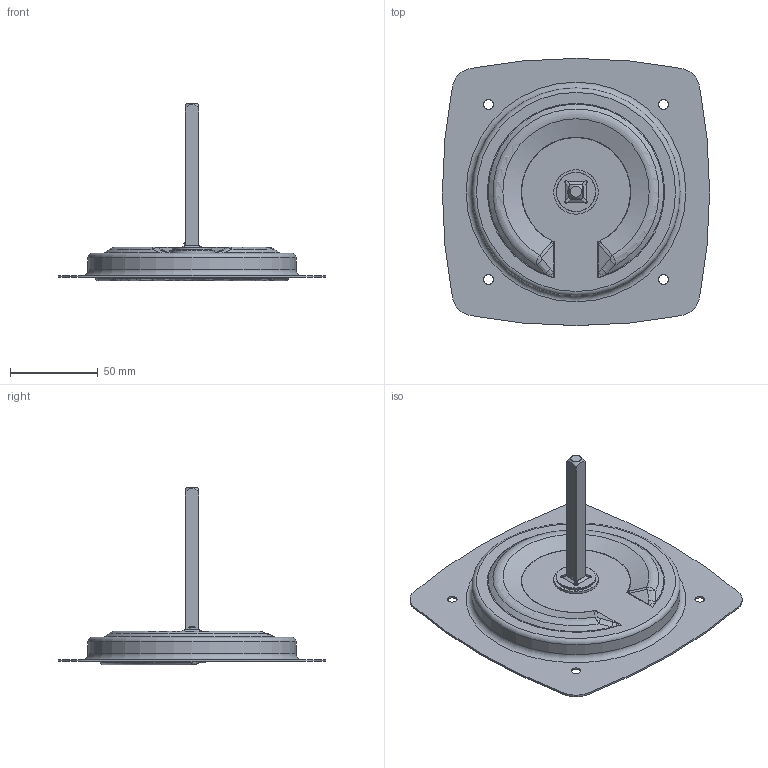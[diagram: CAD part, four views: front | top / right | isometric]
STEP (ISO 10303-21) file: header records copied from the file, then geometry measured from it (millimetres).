
FILE_DESCRIPTION((''),'2;1');
FILE_NAME('9001-SS.stp','2013-07-29T08:45:16',('fredp'),(''),'Autodesk Inventor 2013','Autodesk Inventor 2013','');
FILE_SCHEMA(('AUTOMOTIVE_DESIGN { 1 0 10303 214 1 1 1 1 }'));
Length unit declared in the file: inch
Products named in the file (1): 9001-SS
Bounding box: 152.4 x 152.4 x 101.32 mm (x, y, z)
Volume: 66010.7 mm3; surface area: 71871.6 mm2
Topology: 11 solids, 11 shells, 1330 faces, 3333 edges, 2041 vertices
Faces by surface type: plane 906, cylinder 236, bspline 135, torus 29, cone 14, sphere 10
Full cylindrical faces by diameter (mm): 2.515 x1, 2.667 x1, 2.794 x2, 3.251 x4, 3.962 x2, 4.064 x4, 4.343 x2, 5.563 x4, 14.3 x1, 14.605 x1, 15.748 x1, 16.129 x1, 22.352 x2, 25.4 x1, 27 x1, 116.586 x1, 118.72 x1
Entity records: 42434 total; most frequent: CARTESIAN_POINT 10544, ORIENTED_EDGE 6504, DIRECTION 6178, EDGE_CURVE 3252, AXIS2_PLACEMENT_3D 2121, VERTEX_POINT 2025, VECTOR 1936, LINE 1936
